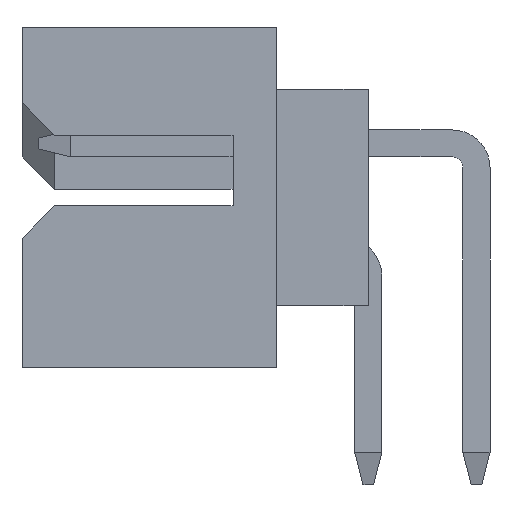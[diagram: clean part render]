
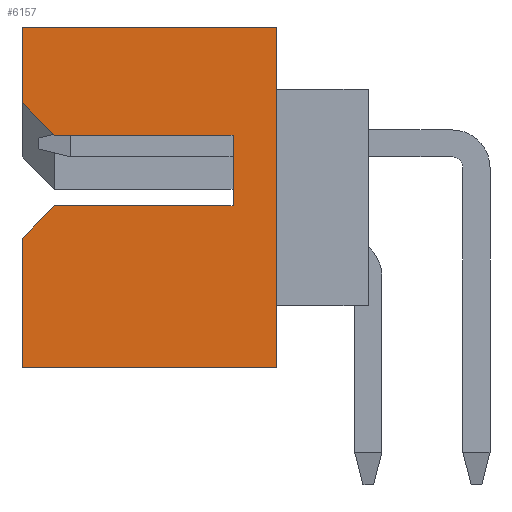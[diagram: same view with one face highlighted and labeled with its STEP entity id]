
A CAD part, left-side view. The second image highlights one B-rep face of the part: STEP entity #6157.
In plain terms, the highlighted planar face has unit normal (-1, 0, 0).
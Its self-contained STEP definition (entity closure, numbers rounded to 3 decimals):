
#1=DIRECTION('',(0.,-1.,0.));
#2=VECTOR('',#1,4.7);
#3=CARTESIAN_POINT('',(-8.325,3.2,-3.15));
#4=LINE('',#3,#2);
#17=DIRECTION('',(0.,0.707,-0.707));
#18=VECTOR('',#17,0.849);
#19=CARTESIAN_POINT('',(-8.325,2.6,-0.15));
#20=LINE('',#19,#18);
#21=DIRECTION('',(0.,-1.,0.));
#22=VECTOR('',#21,3.3);
#23=CARTESIAN_POINT('',(-8.325,2.6,-0.15));
#24=LINE('',#23,#22);
#25=DIRECTION('',(0.,0.,-1.));
#26=VECTOR('',#25,1.3);
#27=CARTESIAN_POINT('',(-8.325,-0.7,1.15));
#28=LINE('',#27,#26);
#29=DIRECTION('',(0.,-1.,0.));
#30=VECTOR('',#29,3.3);
#31=CARTESIAN_POINT('',(-8.325,2.6,1.15));
#32=LINE('',#31,#30);
#33=DIRECTION('',(0.,-0.707,-0.707));
#34=VECTOR('',#33,0.849);
#35=CARTESIAN_POINT('',(-8.325,3.2,1.75));
#36=LINE('',#35,#34);
#37=DIRECTION('',(0.,0.,1.));
#38=VECTOR('',#37,1.4);
#39=CARTESIAN_POINT('',(-8.325,3.2,1.75));
#40=LINE('',#39,#38);
#41=DIRECTION('',(0.,0.,1.));
#42=VECTOR('',#41,6.3);
#43=CARTESIAN_POINT('',(-8.325,-1.5,-3.15));
#44=LINE('',#43,#42);
#45=DIRECTION('',(0.,0.,1.));
#46=VECTOR('',#45,2.4);
#47=CARTESIAN_POINT('',(-8.325,3.2,-3.15));
#48=LINE('',#47,#46);
#4099=DIRECTION('',(0.,-1.,0.));
#4100=VECTOR('',#4099,4.7);
#4101=CARTESIAN_POINT('',(-8.325,3.2,3.15));
#4102=LINE('',#4101,#4100);
#4664=CARTESIAN_POINT('',(-8.325,3.2,-3.15));
#4666=VERTEX_POINT('',#4664);
#4683=CARTESIAN_POINT('',(-8.325,-1.5,-3.15));
#4684=VERTEX_POINT('',#4683);
#4687=CARTESIAN_POINT('',(-8.325,3.2,3.15));
#4688=CARTESIAN_POINT('',(-8.325,-1.5,3.15));
#4689=VERTEX_POINT('',#4687);
#4690=VERTEX_POINT('',#4688);
#4747=CARTESIAN_POINT('',(-8.325,-0.7,1.15));
#4748=CARTESIAN_POINT('',(-8.325,-0.7,-0.15));
#4749=VERTEX_POINT('',#4747);
#4750=VERTEX_POINT('',#4748);
#5027=CARTESIAN_POINT('',(-8.325,2.6,-0.15));
#5028=CARTESIAN_POINT('',(-8.325,3.2,-0.75));
#5029=VERTEX_POINT('',#5027);
#5030=VERTEX_POINT('',#5028);
#5071=CARTESIAN_POINT('',(-8.325,3.2,1.75));
#5072=CARTESIAN_POINT('',(-8.325,2.6,1.15));
#5073=VERTEX_POINT('',#5071);
#5074=VERTEX_POINT('',#5072);
#6131=CARTESIAN_POINT('',(-8.325,3.2,-3.15));
#6132=DIRECTION('',(-1.,0.,0.));
#6133=DIRECTION('',(0.,-1.,0.));
#6134=AXIS2_PLACEMENT_3D('',#6131,#6132,#6133);
#6135=PLANE('',#6134);
#6137=ORIENTED_EDGE('',*,*,#6136,.F.);
#6139=ORIENTED_EDGE('',*,*,#6138,.T.);
#6141=ORIENTED_EDGE('',*,*,#6140,.F.);
#6143=ORIENTED_EDGE('',*,*,#6142,.F.);
#6145=ORIENTED_EDGE('',*,*,#6144,.F.);
#6147=ORIENTED_EDGE('',*,*,#6146,.T.);
#6149=ORIENTED_EDGE('',*,*,#6148,.T.);
#6151=ORIENTED_EDGE('',*,*,#6150,.F.);
#6152=ORIENTED_EDGE('',*,*,#6120,.F.);
#6154=ORIENTED_EDGE('',*,*,#6153,.T.);
#6155=EDGE_LOOP('',(#6137,#6139,#6141,#6143,#6145,#6147,#6149,#6151,#6152,
#6154));
#6156=FACE_OUTER_BOUND('',#6155,.F.);
#6157=ADVANCED_FACE('',(#6156),#6135,.T.);
#6120=EDGE_CURVE('',#4666,#4684,#4,.T.);
#6136=EDGE_CURVE('',#5029,#5030,#20,.T.);
#6138=EDGE_CURVE('',#5029,#4750,#24,.T.);
#6140=EDGE_CURVE('',#4749,#4750,#28,.T.);
#6142=EDGE_CURVE('',#5074,#4749,#32,.T.);
#6144=EDGE_CURVE('',#5073,#5074,#36,.T.);
#6146=EDGE_CURVE('',#5073,#4689,#40,.T.);
#6148=EDGE_CURVE('',#4689,#4690,#4102,.T.);
#6150=EDGE_CURVE('',#4684,#4690,#44,.T.);
#6153=EDGE_CURVE('',#4666,#5030,#48,.T.);
